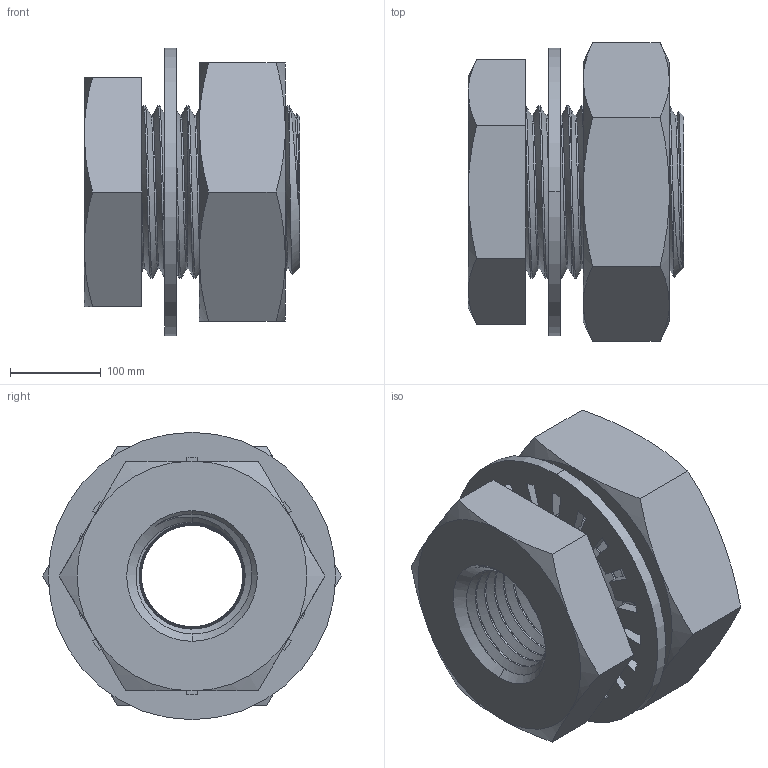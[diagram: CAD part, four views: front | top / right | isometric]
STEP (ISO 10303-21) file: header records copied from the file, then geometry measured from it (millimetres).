
FILE_DESCRIPTION(/* description */ (''),/* implementation_level */ '2;1');
FILE_NAME(/* name */ '129-N2S.stp',/* time_stamp */ '2024-01-23T10:22:39-05:00',/* author */ ('esanner'),/* organization */ (''),/* preprocessor_version */ 'ST-DEVELOPER v19',/* originating_system */ 'AutoCAD Mechanical',/* authorisation */ '');
FILE_SCHEMA (('AUTOMOTIVE_DESIGN { 1 0 10303 214 3 1 1 }'));
Length unit declared in the file: centimetre
Products named in the file (2): Product; 129-N2S
Assembly tree (1 placements, depth 2):
  Product
    129-N2S
Bounding box: 238.12 x 329.96 x 317.5 mm (x, y, z)
Volume: 9610109.5 mm3; surface area: 789504.9 mm2
Topology: 2 solids, 2 shells, 221 faces, 611 edges, 397 vertices
Faces by surface type: cylinder 82, plane 63, cone 60, bspline 16
Full cylindrical faces by diameter (mm): 169.878 x11
Entity records: 20191 total; most frequent: CARTESIAN_POINT 14947, ORIENTED_EDGE 1222, DIRECTION 956, EDGE_CURVE 611, VERTEX_POINT 397, AXIS2_PLACEMENT_3D 343, LINE 270, VECTOR 270
